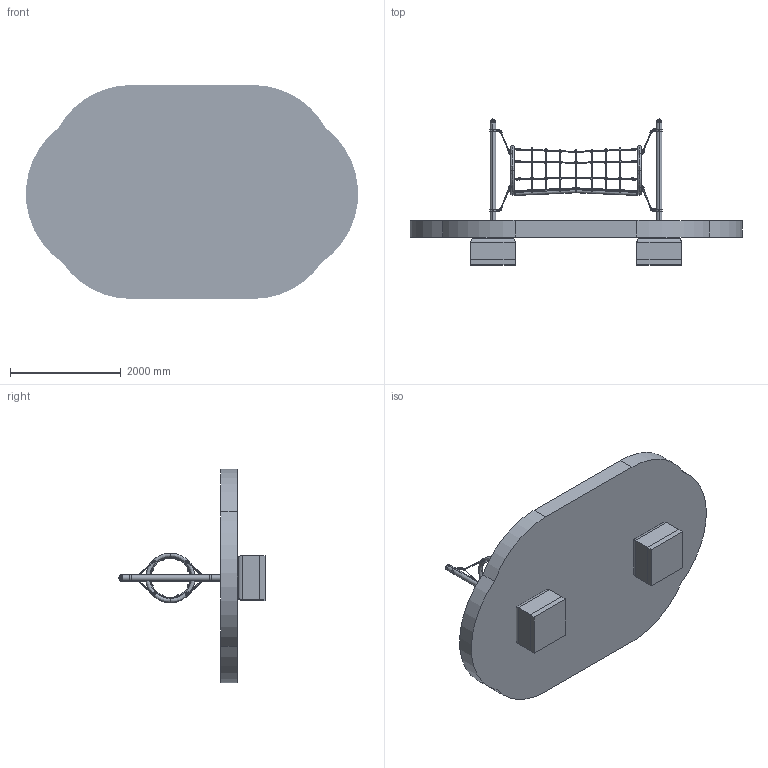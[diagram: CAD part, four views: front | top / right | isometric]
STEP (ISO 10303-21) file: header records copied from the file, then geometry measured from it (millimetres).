
FILE_DESCRIPTION (( 'STEP AP214' ), '1' );
FILE_NAME ('4960-1.STEP', '2018-06-19T06:10:30', ( '' ), ( '' ), 'SwSTEP 2.0', 'SolidWorks 2016', '' );
FILE_SCHEMA (( 'AUTOMOTIVE_DESIGN' ));
Length unit declared in the file: metre
Products named in the file (26): Kettenadapter ohne Kette_4; Baugruppe7_3; Seil 350 mm rot_1; 457-07 - Kunststoff Kausche_1; 35-102 - Pfostenschelle mit 70-4594-70 - PA-Adapter_1; PA Adapter_1; Schlossschraube M10x30_1; Schelle f黵 102er Rohr_1; Mutter_1; ﾘ 90_3; Seil ﾘ 710 mm_3; Ring ausen_3; Seil ﾘ 670 mm_3; Seil ﾘ 790 mm_3; Seil ﾘ 750 mm_3; Fundament 800 x 800 x 500_2; Rote Kappe für Rohr Ø 102 mm_1; Fallschutz_2; Rohr ﾘ 102, 2,5 m lang_1; Kugel_3; Baugruppe6_3; 55-10-1169K - VA -Schäkel M10 kurz_3; Horizontalseil gr黱_1; 461 - Kettenadapter mit 3 Glieder 6er Kette_5; 4960-1; 6er Kettenglied_4
Assembly tree (125 placements, depth 4):
  4960-1
    55-10-1169K - VA -Schäkel M10 kurz_3  x12
    Kugel_3  x56
    Fallschutz_2
    Fundament 800 x 800 x 500_2  x2
    Seil ﾘ 790 mm_3  x2
    Ring ausen_3  x2
    ﾘ 90_3  x2
    35-102 - Pfostenschelle mit 70-4594-70 - PA-Adapter_1  x4
      Mutter_1
      Schelle f黵 102er Rohr_1
      Schlossschraube M10x30_1
      PA Adapter_1
    Baugruppe7_3  x4
      457-07 - Kunststoff Kausche_1
      Seil 350 mm rot_1
    Baugruppe6_3  x16
      461 - Kettenadapter mit 3 Glieder 6er Kette_5
        Kettenadapter ohne Kette_4
        6er Kettenglied_4  x3
      Horizontalseil gr黱_1
    Rohr ﾘ 102, 2,5 m lang_1  x2
    Rote Kappe für Rohr Ø 102 mm_1  x2
    Seil ﾘ 750 mm_3  x2
    Seil ﾘ 670 mm_3
    Seil ﾘ 710 mm_3  x2
Bounding box: 5994.97 x 2636.5 x 3862.17 mm (x, y, z)
Volume: 6586514440.6 mm3; surface area: 61571128.5 mm2
Topology: 266 solids, 266 shells, 5676 faces, 13764 edges, 8252 vertices
Faces by surface type: cylinder 2018, bspline 1832, plane 1626, cone 200
Entity records: 31433 total; most frequent: CARTESIAN_POINT 10242, ORIENTED_EDGE 2784, DIRECTION 2773, EDGE_CURVE 1392, AXIS2_PLACEMENT_3D 1095, VERTEX_POINT 860, UNCERTAINTY_MEASURE_WITH_UNIT 668, EDGE_LOOP 644
